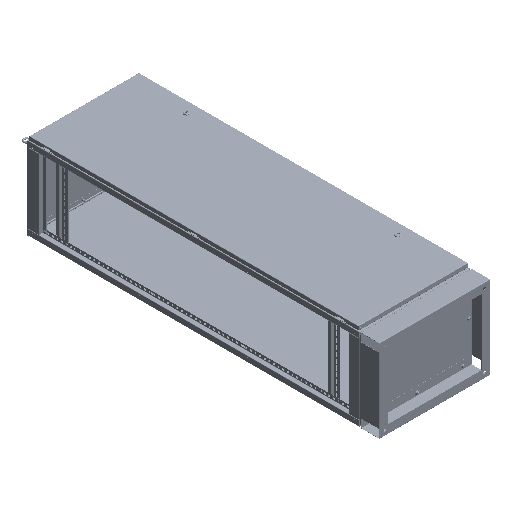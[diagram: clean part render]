
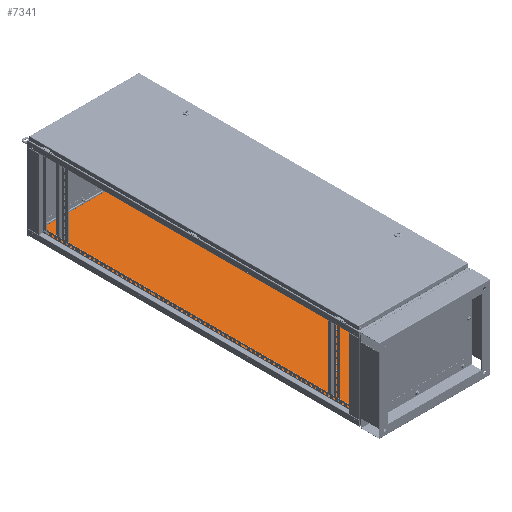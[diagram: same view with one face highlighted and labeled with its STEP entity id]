
A CAD part, isometric view. The second image highlights one B-rep face of the part: STEP entity #7341.
In plain terms, the highlighted face is planar.
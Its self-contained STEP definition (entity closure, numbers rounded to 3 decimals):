
#2535 = VERTEX_POINT ( 'NONE', #56386 ) ;
#7341 = ADVANCED_FACE ( 'NONE', ( #47768 ), #76877, .F. ) ;
#9634 = ORIENTED_EDGE ( 'NONE', *, *, #47876, .F. ) ;
#9796 = DIRECTION ( 'NONE',  ( 0., -1., 0. ) ) ;
#10276 = CARTESIAN_POINT ( 'NONE',  ( -598., 1798.823, -1. ) ) ;
#14008 = CARTESIAN_POINT ( 'NONE',  ( -2., 2., -1. ) ) ;
#15281 = VERTEX_POINT ( 'NONE', #36727 ) ;
#15961 = VERTEX_POINT ( 'NONE', #14008 ) ;
#16277 = VECTOR ( 'NONE', #9796, 1000. ) ;
#16514 = DIRECTION ( 'NONE',  ( 0., 1., 0. ) ) ;
#17169 = ORIENTED_EDGE ( 'NONE', *, *, #86619, .F. ) ;
#21024 = VECTOR ( 'NONE', #42405, 1000. ) ;
#22024 = VERTEX_POINT ( 'NONE', #34070 ) ;
#24437 = VECTOR ( 'NONE', #16514, 1000. ) ;
#25168 = EDGE_CURVE ( 'NONE', #15281, #15961, #29054, .T. ) ;
#25608 = DIRECTION ( 'NONE',  ( -1., 0., 0. ) ) ;
#29054 = LINE ( 'NONE', #58647, #21024 ) ;
#31590 = CARTESIAN_POINT ( 'NONE',  ( 0., 0., -1. ) ) ;
#33058 = ORIENTED_EDGE ( 'NONE', *, *, #25168, .F. ) ;
#34070 = CARTESIAN_POINT ( 'NONE',  ( -598., 1798., -1. ) ) ;
#36727 = CARTESIAN_POINT ( 'NONE',  ( -598., 2., -1. ) ) ;
#40383 = CARTESIAN_POINT ( 'NONE',  ( -1.177, 1798., -1. ) ) ;
#42405 = DIRECTION ( 'NONE',  ( 1., 0., 0. ) ) ;
#47682 = EDGE_CURVE ( 'NONE', #2535, #22024, #90950, .T. ) ;
#47768 = FACE_OUTER_BOUND ( 'NONE', #52679, .T. ) ;
#47876 = EDGE_CURVE ( 'NONE', #15961, #2535, #53675, .T. ) ;
#52679 = EDGE_LOOP ( 'NONE', ( #33058, #17169, #63500, #9634 ) ) ;
#52727 = LINE ( 'NONE', #10276, #16277 ) ;
#53675 = LINE ( 'NONE', #68919, #24437 ) ;
#54474 = DIRECTION ( 'NONE',  ( 1., 0., 0. ) ) ;
#56386 = CARTESIAN_POINT ( 'NONE',  ( -2., 1798., -1. ) ) ;
#58647 = CARTESIAN_POINT ( 'NONE',  ( -598.823, 2., -1. ) ) ;
#60508 = AXIS2_PLACEMENT_3D ( 'NONE', #31590, #90699, #54474 ) ;
#63500 = ORIENTED_EDGE ( 'NONE', *, *, #47682, .F. ) ;
#68919 = CARTESIAN_POINT ( 'NONE',  ( -2., 1.177, -1. ) ) ;
#71609 = VECTOR ( 'NONE', #25608, 1000. ) ;
#76877 = PLANE ( 'NONE',  #60508 ) ;
#86619 = EDGE_CURVE ( 'NONE', #22024, #15281, #52727, .T. ) ;
#90699 = DIRECTION ( 'NONE',  ( 0., 0., 1. ) ) ;
#90950 = LINE ( 'NONE', #40383, #71609 ) ;
